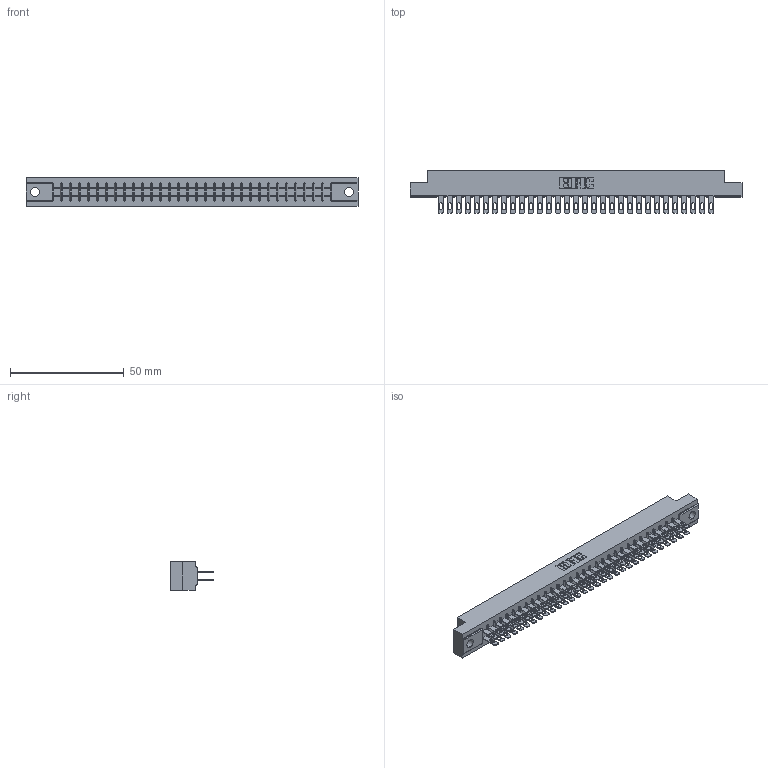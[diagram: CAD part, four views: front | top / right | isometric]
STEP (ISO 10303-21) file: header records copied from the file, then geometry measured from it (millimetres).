
FILE_DESCRIPTION (( 'STEP AP203' ), '1' );
FILE_NAME ('305-062-500-504.STEP', '2019-09-10T01:42:20', ( '' ), ( '' ), 'SwSTEP 2.0', 'SolidWorks 2016', '' );
FILE_SCHEMA (( 'CONFIG_CONTROL_DESIGN' ));
Length unit declared in the file: inch
Products named in the file (3): 305 Part_.156 Dia; 305-290-001_500; 305-062-500-504
Assembly tree (63 placements, depth 2):
  305-062-500-504
    305 Part_.156 Dia
    305-290-001_500  x62
Bounding box: 145.85 x 18.85 x 12.7 mm (x, y, z)
Volume: 14805.3 mm3; surface area: 20325.2 mm2
Topology: 63 solids, 63 shells, 3230 faces, 9249 edges, 5998 vertices
Faces by surface type: plane 1818, cylinder 1288, sphere 124
Entity records: 35344 total; most frequent: CARTESIAN_POINT 5853, ORIENTED_EDGE 5806, DIRECTION 5665, EDGE_CURVE 2903, VECTOR 2341, LINE 2341, VERTEX_POINT 1850, AXIS2_PLACEMENT_3D 1662
